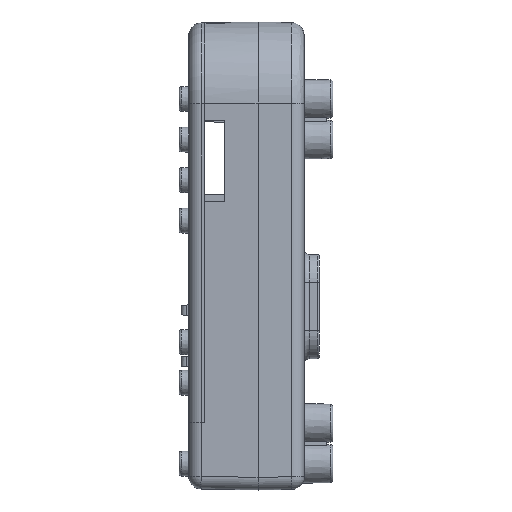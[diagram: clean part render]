
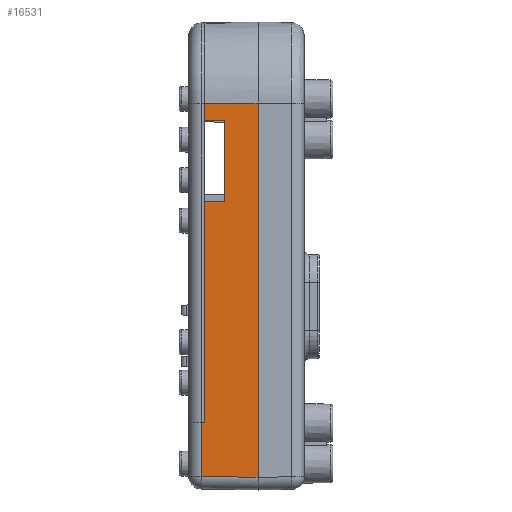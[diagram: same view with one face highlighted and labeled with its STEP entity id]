
A CAD part, left-side view. The second image highlights one B-rep face of the part: STEP entity #16531.
In plain terms, the highlighted planar face has unit normal (-1, 0.018, 0).
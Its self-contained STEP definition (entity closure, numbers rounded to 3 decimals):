
#2009=FACE_OUTER_BOUND('',#3133,.T.);
#3133=EDGE_LOOP('',(#13795,#13796,#13797,#13798,#13799,#13800,#13801,#13802,
#13803,#13804));
#4327=LINE('',#26352,#5845);
#4466=LINE('',#26656,#5984);
#4583=LINE('',#27092,#6101);
#4585=LINE('',#27097,#6103);
#4588=LINE('',#27101,#6106);
#4592=LINE('',#27109,#6110);
#4644=LINE('',#27331,#6162);
#4647=LINE('',#27338,#6165);
#4657=LINE('',#27359,#6175);
#4694=LINE('',#27456,#6212);
#5845=VECTOR('',#20344,10.);
#5984=VECTOR('',#20557,10.);
#6101=VECTOR('',#20858,10.);
#6103=VECTOR('',#20862,10.);
#6106=VECTOR('',#20867,10.);
#6110=VECTOR('',#20877,10.);
#6162=VECTOR('',#21067,10.);
#6165=VECTOR('',#21074,10.);
#6175=VECTOR('',#21098,10.);
#6212=VECTOR('',#21215,10.);
#7520=VERTEX_POINT('',#26349);
#7521=VERTEX_POINT('',#26351);
#7648=VERTEX_POINT('',#26653);
#7649=VERTEX_POINT('',#26655);
#7759=VERTEX_POINT('',#27091);
#7760=VERTEX_POINT('',#27095);
#7761=VERTEX_POINT('',#27096);
#7762=VERTEX_POINT('',#27108);
#7799=VERTEX_POINT('',#27327);
#7800=VERTEX_POINT('',#27334);
#9442=EDGE_CURVE('',#7521,#7520,#4327,.T.);
#9596=EDGE_CURVE('',#7649,#7648,#4466,.T.);
#9758=EDGE_CURVE('',#7759,#7521,#4583,.T.);
#9760=EDGE_CURVE('',#7760,#7761,#4585,.T.);
#9763=EDGE_CURVE('',#7761,#7759,#4588,.T.);
#9767=EDGE_CURVE('',#7762,#7760,#4592,.T.);
#9842=EDGE_CURVE('',#7649,#7799,#4644,.T.);
#9846=EDGE_CURVE('',#7799,#7800,#4647,.T.);
#9858=EDGE_CURVE('',#7520,#7800,#4657,.T.);
#9907=EDGE_CURVE('',#7762,#7648,#4694,.T.);
#13795=ORIENTED_EDGE('',*,*,#9758,.T.);
#13796=ORIENTED_EDGE('',*,*,#9442,.T.);
#13797=ORIENTED_EDGE('',*,*,#9858,.T.);
#13798=ORIENTED_EDGE('',*,*,#9846,.F.);
#13799=ORIENTED_EDGE('',*,*,#9842,.F.);
#13800=ORIENTED_EDGE('',*,*,#9596,.T.);
#13801=ORIENTED_EDGE('',*,*,#9907,.F.);
#13802=ORIENTED_EDGE('',*,*,#9767,.T.);
#13803=ORIENTED_EDGE('',*,*,#9760,.T.);
#13804=ORIENTED_EDGE('',*,*,#9763,.T.);
#15756=PLANE('',#17787);
#16531=ADVANCED_FACE('',(#2009),#15756,.T.);
#17787=AXIS2_PLACEMENT_3D('',#27457,#21216,#21217);
#20344=DIRECTION('',(0.,0.,-1.));
#20557=DIRECTION('',(0.,0.,1.));
#20858=DIRECTION('',(0.017,1.,-0.017));
#20862=DIRECTION('',(-0.017,-1.,-0.017));
#20867=DIRECTION('',(0.,0.,-1.));
#20877=DIRECTION('',(0.,0.,-1.));
#21067=DIRECTION('',(0.017,1.,0.017));
#21074=DIRECTION('',(0.,0.,1.));
#21098=DIRECTION('',(0.017,1.,-0.017));
#21215=DIRECTION('',(-0.017,-1.,0.017));
#21216=DIRECTION('center_axis',(-1.,0.017,0.));
#21217=DIRECTION('ref_axis',(0.,0.,1.));
#26349=CARTESIAN_POINT('',(-29.99,10.6,-32.815));
#26351=CARTESIAN_POINT('',(-29.99,10.6,10.75));
#26352=CARTESIAN_POINT('',(-29.99,10.6,23.316));
#26653=CARTESIAN_POINT('',(-30.175,0.,30.202));
#26655=CARTESIAN_POINT('',(-30.175,0.,-43.7));
#26656=CARTESIAN_POINT('',(-30.175,0.,-46.2));
#27091=CARTESIAN_POINT('',(-30.06,6.6,10.82));
#27092=CARTESIAN_POINT('',(-30.085,5.152,10.845));
#27095=CARTESIAN_POINT('',(-29.99,10.6,26.75));
#27096=CARTESIAN_POINT('',(-30.06,6.6,26.68));
#27097=CARTESIAN_POINT('',(-30.082,5.334,26.658));
#27101=CARTESIAN_POINT('',(-30.06,6.6,24.725));
#27108=CARTESIAN_POINT('',(-29.99,10.6,30.017));
#27109=CARTESIAN_POINT('',(-29.99,10.6,23.316));
#27327=CARTESIAN_POINT('',(-29.979,11.244,-43.504));
#27331=CARTESIAN_POINT('',(-30.164,0.627,-43.689));
#27334=CARTESIAN_POINT('',(-29.979,11.244,-32.827));
#27338=CARTESIAN_POINT('',(-29.979,11.244,15.35));
#27359=CARTESIAN_POINT('',(-30.087,5.069,-32.719));
#27456=CARTESIAN_POINT('',(-30.175,-0.009,30.203));
#27457=CARTESIAN_POINT('Origin',(-30.175,0.,30.7));
